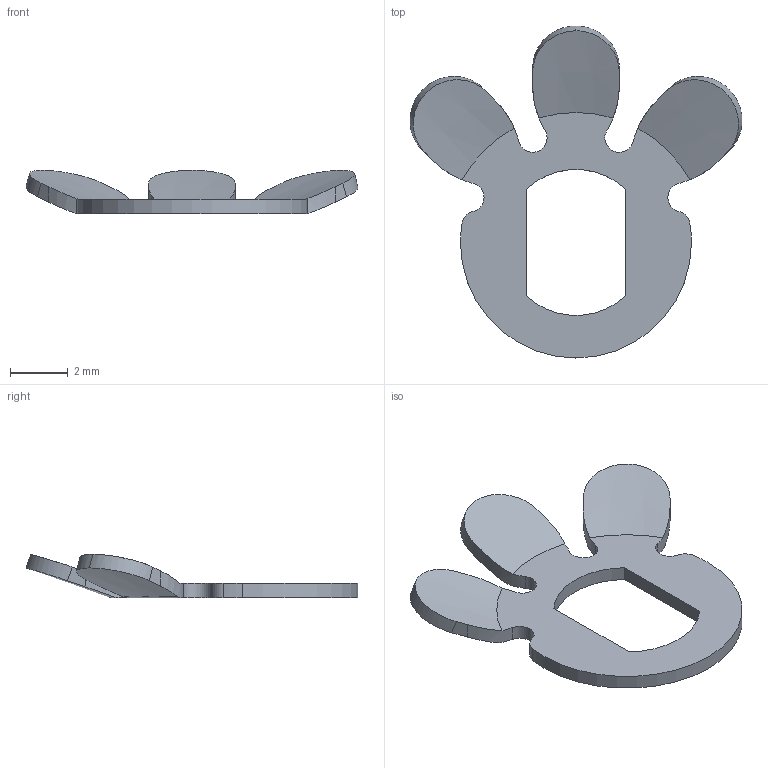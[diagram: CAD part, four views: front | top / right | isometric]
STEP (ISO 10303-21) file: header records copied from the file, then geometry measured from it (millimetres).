
FILE_DESCRIPTION (( 'STEP AP214' ), '1' );
FILE_NAME ('TL_420SUS_M5.STEP', '2016-01-25T04:19:12', ( '' ), ( '' ), 'SwSTEP 2.0', 'SolidWorks 2015', '' );
FILE_SCHEMA (( 'AUTOMOTIVE_DESIGN' ));
Length unit declared in the file: millimetre
Products named in the file (2): washer; TL_420SUS_M5
Assembly tree (1 placements, depth 2):
  TL_420SUS_M5
    washer
Bounding box: 11.5 x 11.5 x 1.5 mm (x, y, z)
Volume: 30.6 mm3; surface area: 154.2 mm2
Topology: 1 solids, 1 shells, 45 faces, 129 edges, 86 vertices
Faces by surface type: cylinder 26, plane 10, cone 6, torus 3
Entity records: 1720 total; most frequent: CARTESIAN_POINT 512, ORIENTED_EDGE 258, DIRECTION 230, EDGE_CURVE 129, AXIS2_PLACEMENT_3D 96, VERTEX_POINT 86, EDGE_LOOP 47, CIRCLE 47
